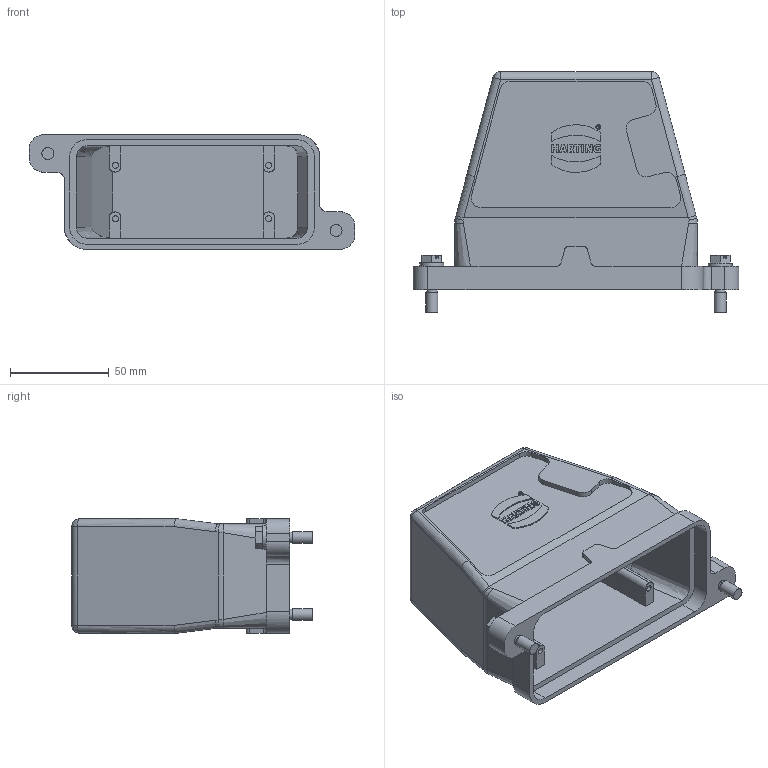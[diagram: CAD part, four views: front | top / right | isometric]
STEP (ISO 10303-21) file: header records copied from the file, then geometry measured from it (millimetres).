
FILE_DESCRIPTION(( 'HARTING HARTING HARTING HARTING HARTING HARTING HARTING HARTING HARTING', 'This Document is valid for Parts No. 19 40 016 0513'),'2;1');
FILE_NAME('MD_19400160513_R411254.stp', '2009-05-05T11:28:22',('ITIS-4b'),('HARTING KGaA, D-32339 Espelkamp'), 'I-DEAS Master Series 10','HP-UNIX','Yes');
FILE_SCHEMA(('AUTOMOTIVE_DESIGN { 1 0 10303 214 1 1 1 1 }'));
Length unit declared in the file: millimetre
Products named in the file (1): MD 19 40 016 0513
Bounding box: 165 x 121.9 x 58 mm (x, y, z)
Volume: 190380.7 mm3; surface area: 86520.5 mm2
Topology: 1 solids, 1 shells, 418 faces, 1100 edges, 724 vertices
Faces by surface type: bspline 418
Entity records: 14389 total; most frequent: CARTESIAN_POINT 7014, ORIENTED_EDGE 2192, EDGE_CURVE 1096, OVER_RIDING_STYLED_ITEM 748, VERTEX_POINT 724, B_SPLINE_CURVE_WITH_KNOTS 574, EDGE_LOOP 464, FACE_OUTER_BOUND 418
